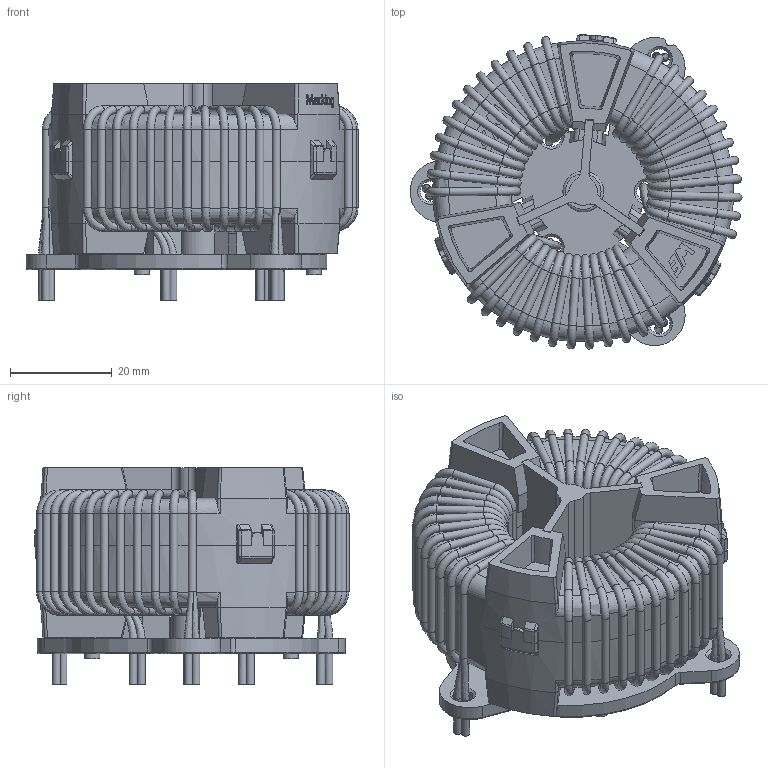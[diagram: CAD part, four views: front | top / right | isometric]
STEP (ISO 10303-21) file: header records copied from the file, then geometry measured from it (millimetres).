
FILE_DESCRIPTION(/* description */ ('Unknown'),/* implementation_level */ '2;1');
FILE_NAME(/* name */ 'L_Wurth_WE-TPBHV_744839010400',/* time_stamp */ '2025-09-05T16:46:54+08:00',/* author */ ('Unknown'),/* organization */ ('Unknown'),/* preprocessor_version */ 'ST-DEVELOPER v19.4',/* originating_system */ 'Solid Edge',/* authorisation */ 'Unknown');
FILE_SCHEMA (('AUTOMOTIVE_DESIGN {1 0 10303 214 3 1 1}'));
Products named in the file (2): L_Wurth_WE-TPBHV_744839003460; L_Wurth_WE-TPBHV_744837002460
Assembly tree (1 placements, depth 2):
  L_Wurth_WE-TPBHV_744839003460
    L_Wurth_WE-TPBHV_744837002460
Bounding box: 65.16 x 61.63 x 42.5 mm (x, y, z)
Volume: 32139.9 mm3; surface area: 46734.1 mm2
Topology: 7 solids, 7 shells, 1230 faces, 3122 edges, 1939 vertices
Faces by surface type: cylinder 473, plane 444, torus 116, bspline 99, cone 85, sphere 13
Full cylindrical faces by diameter (mm): 1.6 x141, 3 x3, 3.3 x1, 4 x6, 8 x1, 28.5 x2, 29.96 x1, 30.04 x1, 31.5 x2, 56.1 x2, 57.56 x2, 57.64 x2, 59.1 x2
Entity records: 60247 total; most frequent: CARTESIAN_POINT 27607, DIRECTION 5783, ORIENTED_EDGE 5510, EDGE_CURVE 2755, AXIS2_PLACEMENT_3D 2219, VERTEX_POINT 1898, EDGE_LOOP 1617, FACE_BOUND 1617
